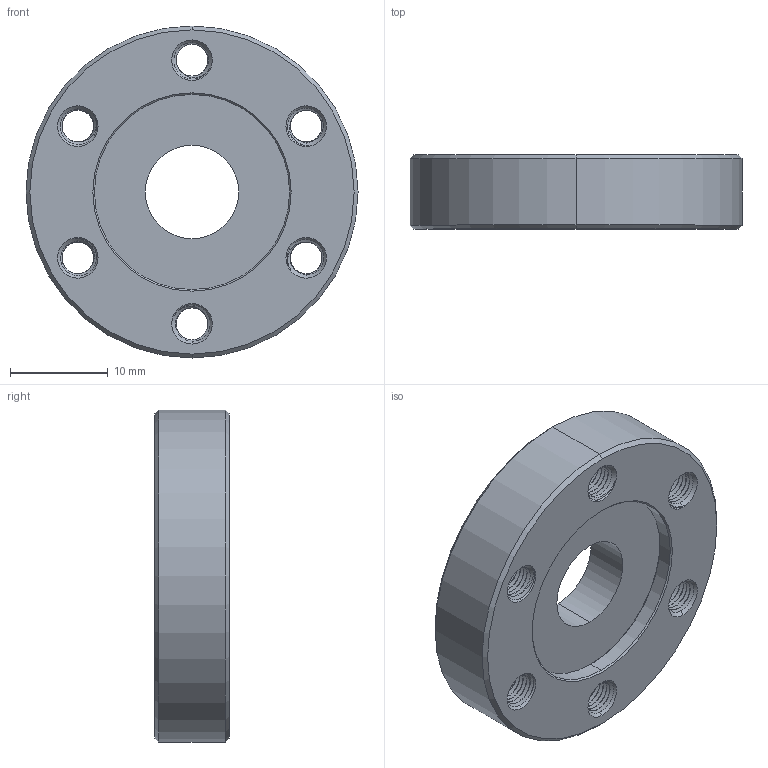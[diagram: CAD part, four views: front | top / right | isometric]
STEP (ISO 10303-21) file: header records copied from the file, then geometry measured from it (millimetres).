
FILE_DESCRIPTION (( 'STEP AP214' ), '1' );
FILE_NAME ('Hositrad_CF16-10-RT.STEP', '2017-05-01T07:51:32', ( 'Gebruiker' ), ( '' ), 'SwSTEP 2.0', 'SolidWorks 2017', '' );
FILE_SCHEMA (( 'AUTOMOTIVE_DESIGN' ));
Length unit declared in the file: millimetre
Products named in the file (3): NW16CF-Outerring-tapped; NW16CF-Innerring_CF16-10; Hositrad_CF16-10-RT
Assembly tree (2 placements, depth 2):
  Hositrad_CF16-10-RT
    NW16CF-Innerring_CF16-10
    NW16CF-Outerring-tapped
Bounding box: 34 x 7.6 x 34 mm (x, y, z)
Volume: 5107.7 mm3; surface area: 4304.1 mm2
Topology: 2 solids, 2 shells, 247 faces, 710 edges, 468 vertices
Faces by surface type: cylinder 184, cone 46, bspline 12, plane 5
Entity records: 16530 total; most frequent: CARTESIAN_POINT 11056, ORIENTED_EDGE 1420, DIRECTION 848, EDGE_CURVE 710, VERTEX_POINT 468, AXIS2_PLACEMENT_3D 312, EDGE_LOOP 264, ADVANCED_FACE 247
